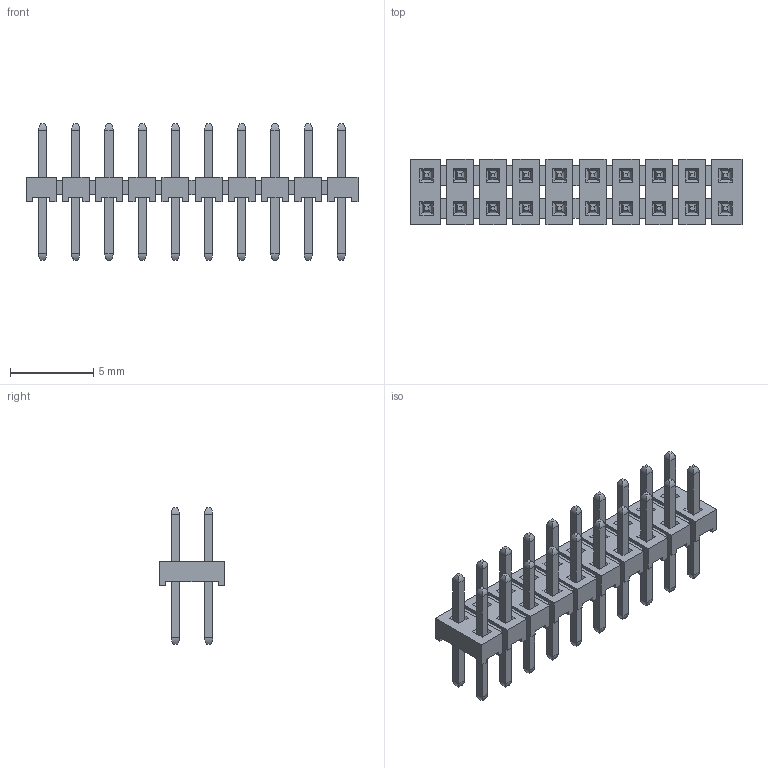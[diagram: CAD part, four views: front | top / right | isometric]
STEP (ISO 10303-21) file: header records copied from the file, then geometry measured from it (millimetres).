
FILE_DESCRIPTION((''),'2;1');
FILE_NAME('SAMTEC_TMM-110-01-L-D.stp','2013-03-27T10:24:16',(''),(''),'Mechanical Desktop 2011','Mechanical Desktop 2011',', , ');
FILE_SCHEMA(('AUTOMOTIVE_DESIGN { 1 2 10303 214 1 1 1 1 }'));
Length unit declared in the file: millimetre
Products named in the file (1): Product
Bounding box: 20 x 3.94 x 8.2 mm (x, y, z)
Volume: 121.9 mm3; surface area: 645.8 mm2
Topology: 41 solids, 41 shells, 892 faces, 2056 edges, 1264 vertices
Faces by surface type: plane 692, cylinder 160, bspline 40
Entity records: 24555 total; most frequent: CARTESIAN_POINT 4333, ORIENTED_EDGE 4112, DIRECTION 3922, EDGE_CURVE 2056, VECTOR 1896, LINE 1896, VERTEX_POINT 1264, AXIS2_PLACEMENT_3D 1013
